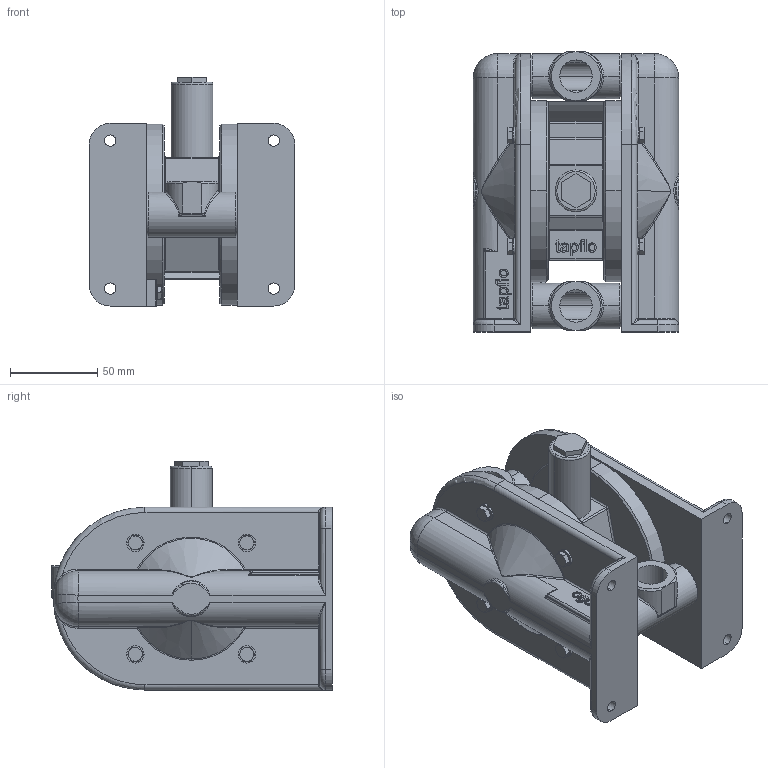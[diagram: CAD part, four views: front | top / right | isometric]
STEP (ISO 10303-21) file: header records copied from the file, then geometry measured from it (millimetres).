
FILE_DESCRIPTION (( 'STEP AP214' ), '1' );
FILE_NAME ('TX25 ANT_252750.STEP', '2012-09-25T11:53:43', ( 'Admin2' ), ( '' ), 'SwSTEP 2.0', 'SolidWorks 2010', '' );
FILE_SCHEMA (( 'AUTOMOTIVE_DESIGN' ));
Length unit declared in the file: millimetre
Products named in the file (1): TX25 ANT_252750
Bounding box: 118 x 161 x 132 mm (x, y, z)
Volume: 855744.5 mm3; surface area: 127150.4 mm2
Topology: 20 solids, 21 shells, 1075 faces, 2523 edges, 1508 vertices
Faces by surface type: plane 419, cylinder 250, bspline 172, cone 132, torus 70, sphere 32
Entity records: 45564 total; most frequent: CARTESIAN_POINT 17415, ORIENTED_EDGE 4962, DIRECTION 4561, EDGE_CURVE 2481, AXIS2_PLACEMENT_3D 1698, VERTEX_POINT 1508, EDGE_LOOP 1165, VECTOR 1165
